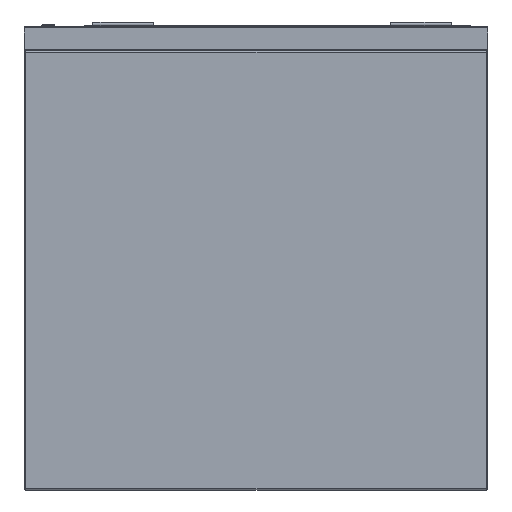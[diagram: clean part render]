
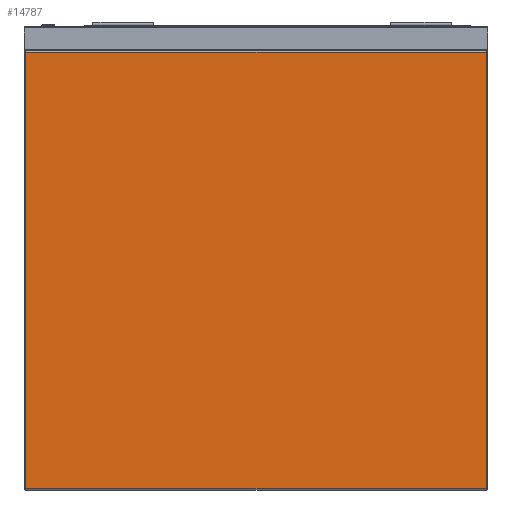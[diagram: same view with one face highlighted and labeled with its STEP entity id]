
A CAD part, left-side view. The second image highlights one B-rep face of the part: STEP entity #14787.
In plain terms, the highlighted planar face has unit normal (-1, 0, 0).
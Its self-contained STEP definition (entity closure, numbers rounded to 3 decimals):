
#1628 = FACE_OUTER_BOUND ( 'NONE', #12900, .T. ) ;
#2085 = LINE ( 'NONE', #6440, #14272 ) ;
#2406 = ORIENTED_EDGE ( 'NONE', *, *, #10601, .T. ) ;
#2759 = AXIS2_PLACEMENT_3D ( 'NONE', #16331, #12769, #17445 ) ;
#3612 = LINE ( 'NONE', #16081, #16109 ) ;
#3981 = EDGE_CURVE ( 'NONE', #15984, #16782, #2085, .T. ) ;
#5398 = PLANE ( 'NONE',  #2759 ) ;
#5666 = ORIENTED_EDGE ( 'NONE', *, *, #18594, .T. ) ;
#5898 = CARTESIAN_POINT ( 'NONE',  ( -1030., -378., -42. ) ) ;
#6440 = CARTESIAN_POINT ( 'NONE',  ( -1030., -378., -760. ) ) ;
#8315 = DIRECTION ( 'NONE',  ( 0., 1., 0. ) ) ;
#8601 = CARTESIAN_POINT ( 'NONE',  ( -1030., -380., -758. ) ) ;
#8637 = ORIENTED_EDGE ( 'NONE', *, *, #20047, .T. ) ;
#10601 = EDGE_CURVE ( 'NONE', #20102, #12960, #11093, .T. ) ;
#11093 = LINE ( 'NONE', #15575, #19304 ) ;
#12769 = DIRECTION ( 'NONE',  ( -1., 0., 0. ) ) ;
#12900 = EDGE_LOOP ( 'NONE', ( #18298, #5666, #2406, #8637 ) ) ;
#12960 = VERTEX_POINT ( 'NONE', #17072 ) ;
#14272 = VECTOR ( 'NONE', #14341, 1000. ) ;
#14341 = DIRECTION ( 'NONE',  ( 0., 0., 1. ) ) ;
#14787 = ADVANCED_FACE ( 'Fl�che7', ( #1628 ), #5398, .T. ) ;
#15575 = CARTESIAN_POINT ( 'NONE',  ( -1030., 378., -760. ) ) ;
#15984 = VERTEX_POINT ( 'NONE', #18696 ) ;
#16081 = CARTESIAN_POINT ( 'NONE',  ( -1030., 380., -42. ) ) ;
#16109 = VECTOR ( 'NONE', #8315, 1000. ) ;
#16331 = CARTESIAN_POINT ( 'NONE',  ( -1030., -380., -760. ) ) ;
#16466 = DIRECTION ( 'NONE',  ( 0., -1., 0. ) ) ;
#16782 = VERTEX_POINT ( 'NONE', #5898 ) ;
#17072 = CARTESIAN_POINT ( 'NONE',  ( -1030., 378., -758. ) ) ;
#17445 = DIRECTION ( 'NONE',  ( 0., 0., 1. ) ) ;
#17493 = DIRECTION ( 'NONE',  ( 0., 0., -1. ) ) ;
#17778 = LINE ( 'NONE', #8601, #19068 ) ;
#18298 = ORIENTED_EDGE ( 'NONE', *, *, #3981, .T. ) ;
#18379 = CARTESIAN_POINT ( 'NONE',  ( -1030., 378., -42. ) ) ;
#18594 = EDGE_CURVE ( 'NONE', #16782, #20102, #3612, .T. ) ;
#18696 = CARTESIAN_POINT ( 'NONE',  ( -1030., -378., -758. ) ) ;
#19068 = VECTOR ( 'NONE', #16466, 1000. ) ;
#19304 = VECTOR ( 'NONE', #17493, 1000. ) ;
#20047 = EDGE_CURVE ( 'NONE', #12960, #15984, #17778, .T. ) ;
#20102 = VERTEX_POINT ( 'NONE', #18379 ) ;
